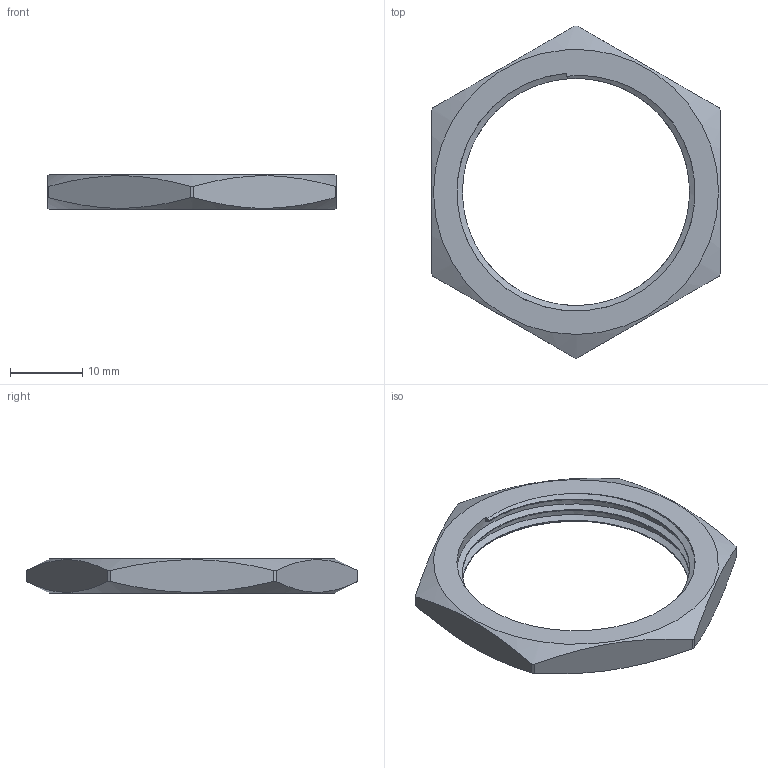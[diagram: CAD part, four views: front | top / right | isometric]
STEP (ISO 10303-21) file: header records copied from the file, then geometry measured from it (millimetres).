
FILE_DESCRIPTION(/* description */ ('Sechskantmutter Metall NPT 1"'),/* implementation_level */ '2;1');
FILE_NAME(/* name */ '00280144-RST.stp',/* time_stamp */ '2021-07-22T14:00:51+02:00',/* author */ ('sl'),/* organization */ (''),/* preprocessor_version */ 'ST-DEVELOPER v16.5',/* originating_system */ 'Autodesk Inventor 2017',/* authorisation */ '');
FILE_SCHEMA (('AUTOMOTIVE_DESIGN { 1 0 10303 214 3 1 1 }'));
Length unit declared in the file: millimetre
Products named in the file (1): 00280144
Bounding box: 40 x 46 x 4.75 mm (x, y, z)
Volume: 2465.4 mm3; surface area: 2304.9 mm2
Topology: 1 solids, 1 shells, 21 faces, 57 edges, 38 vertices
Faces by surface type: plane 9, cylinder 8, bspline 2, cone 2
Entity records: 1171 total; most frequent: CARTESIAN_POINT 664, ORIENTED_EDGE 106, DIRECTION 91, EDGE_CURVE 53, AXIS2_PLACEMENT_3D 37, VERTEX_POINT 36, EDGE_LOOP 25, FACE_OUTER_BOUND 21
